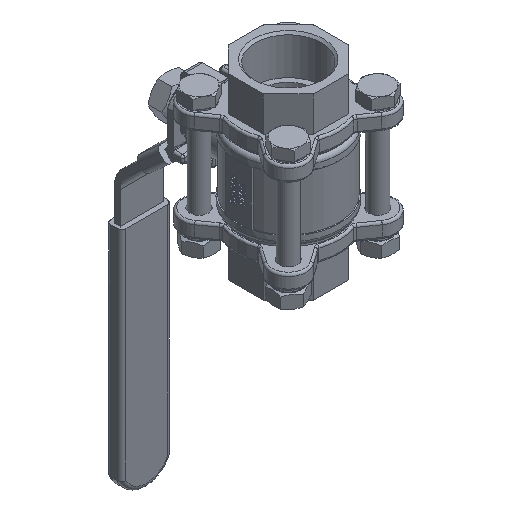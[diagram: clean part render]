
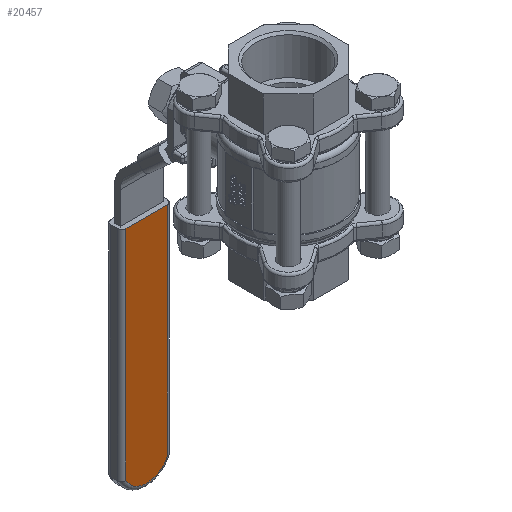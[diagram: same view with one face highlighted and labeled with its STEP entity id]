
A CAD part, isometric view. The second image highlights one B-rep face of the part: STEP entity #20457.
In plain terms, the highlighted planar face has unit normal (0, -1, 0).
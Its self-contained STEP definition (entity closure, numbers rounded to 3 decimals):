
#2712=LINE('',#36997,#4182);
#2713=LINE('',#37033,#4183);
#2715=LINE('',#37038,#4185);
#4182=VECTOR('',#25897,10.);
#4183=VECTOR('',#25906,10.);
#4185=VECTOR('',#25912,10.);
#4709=PLANE('',#21862);
#5784=FACE_OUTER_BOUND('',#7000,.T.);
#7000=EDGE_LOOP('',(#17623,#17624,#17625,#17626));
#7668=CIRCLE('',#21859,10.5);
#9510=VERTEX_POINT('',#36994);
#9511=VERTEX_POINT('',#36996);
#9513=VERTEX_POINT('',#37015);
#9514=VERTEX_POINT('',#37032);
#12241=EDGE_CURVE('',#9510,#9511,#2712,.T.);
#12244=EDGE_CURVE('',#9511,#9513,#7668,.T.);
#12246=EDGE_CURVE('',#9513,#9514,#2713,.T.);
#12249=EDGE_CURVE('',#9514,#9510,#2715,.T.);
#17623=ORIENTED_EDGE('',*,*,#12246,.F.);
#17624=ORIENTED_EDGE('',*,*,#12244,.F.);
#17625=ORIENTED_EDGE('',*,*,#12241,.F.);
#17626=ORIENTED_EDGE('',*,*,#12249,.F.);
#20457=ADVANCED_FACE('',(#5784),#4709,.F.);
#21859=AXIS2_PLACEMENT_3D('',#37016,#25902,#25903);
#21862=AXIS2_PLACEMENT_3D('',#37037,#25910,#25911);
#25897=DIRECTION('',(0.,0.,-1.));
#25902=DIRECTION('center_axis',(0.,1.,0.));
#25903=DIRECTION('ref_axis',(0.,0.,
-1.));
#25906=DIRECTION('',(0.,0.,1.));
#25910=DIRECTION('center_axis',(0.,1.,0.));
#25911=DIRECTION('ref_axis',(0.,0.,
-1.));
#25912=DIRECTION('',(1.,0.,0.));
#36994=CARTESIAN_POINT('',(9.5,65.,-54.));
#36996=CARTESIAN_POINT('',(9.5,65.,-153.972));
#36997=CARTESIAN_POINT('',(9.5,65.,-79.208));
#37015=CARTESIAN_POINT('',(-9.5,65.,-153.972));
#37016=CARTESIAN_POINT('Origin',(0.,65.,-149.5));
#37032=CARTESIAN_POINT('',(-9.5,65.,-54.));
#37033=CARTESIAN_POINT('',(-9.5,65.,-129.407));
#37037=CARTESIAN_POINT('Origin',(0.,65.,-104.416));
#37038=CARTESIAN_POINT('',(-11.5,65.,-54.));
